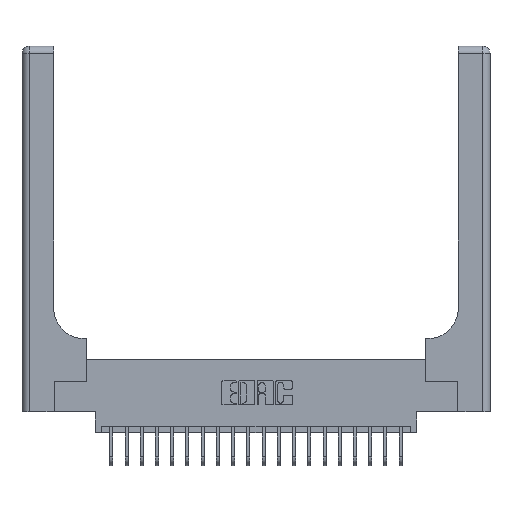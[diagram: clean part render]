
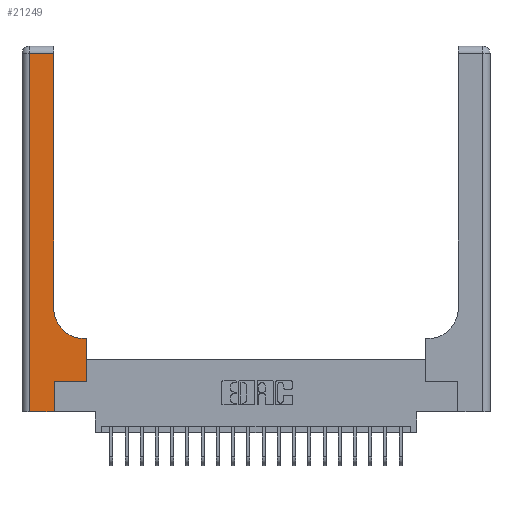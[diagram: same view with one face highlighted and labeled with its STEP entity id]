
A CAD part, top view. The second image highlights one B-rep face of the part: STEP entity #21249.
In plain terms, the highlighted planar face has unit normal (0, 0, 1).
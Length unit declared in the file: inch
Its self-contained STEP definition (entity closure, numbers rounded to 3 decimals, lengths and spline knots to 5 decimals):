
#347 = CARTESIAN_POINT ( 'NONE',  ( 0.528, 0.25, 0.37 ) ) ;
#464 = CARTESIAN_POINT ( 'NONE',  ( 0.265, 0., 0.37 ) ) ;
#626 = EDGE_CURVE ( 'NONE', #4541, #8311, #10920, .T. ) ;
#1032 = VECTOR ( 'NONE', #6244, 39.37008 ) ;
#1369 = DIRECTION ( 'NONE',  ( 0., 1., 0. ) ) ;
#1842 = CARTESIAN_POINT ( 'NONE',  ( 0.265, 0., 0.37 ) ) ;
#2265 = DIRECTION ( 'NONE',  ( -1., 0., 0. ) ) ;
#2416 = ORIENTED_EDGE ( 'NONE', *, *, #626, .T. ) ;
#3037 = VERTEX_POINT ( 'NONE', #22508 ) ;
#3041 = CARTESIAN_POINT ( 'NONE',  ( 0.26, 0.6, 0.37 ) ) ;
#3453 = CARTESIAN_POINT ( 'NONE',  ( 0.528, 0.6, 0.37 ) ) ;
#3495 = LINE ( 'NONE', #1842, #20517 ) ;
#3625 = DIRECTION ( 'NONE',  ( 1., 0., 0. ) ) ;
#3911 = EDGE_CURVE ( 'NONE', #21274, #10027, #3495, .T. ) ;
#4464 = ORIENTED_EDGE ( 'NONE', *, *, #14750, .T. ) ;
#4541 = VERTEX_POINT ( 'NONE', #3453 ) ;
#4892 = CARTESIAN_POINT ( 'NONE',  ( 0.528, 0.25, 0.37 ) ) ;
#5280 = DIRECTION ( 'NONE',  ( 0., 1., 0. ) ) ;
#5322 = CARTESIAN_POINT ( 'NONE',  ( 0.26, 2.94, 0.37 ) ) ;
#5408 = DIRECTION ( 'NONE',  ( 0., 0., -1. ) ) ;
#5778 = ORIENTED_EDGE ( 'NONE', *, *, #14678, .T. ) ;
#6244 = DIRECTION ( 'NONE',  ( -1., 0., 0. ) ) ;
#6478 = EDGE_CURVE ( 'NONE', #17696, #19122, #13335, .T. ) ;
#6637 = ORIENTED_EDGE ( 'NONE', *, *, #13370, .T. ) ;
#6926 = CARTESIAN_POINT ( 'NONE',  ( 0.265, 0.25, 0.37 ) ) ;
#8193 = CARTESIAN_POINT ( 'NONE',  ( 0.06, 0., 0.37 ) ) ;
#8311 = VERTEX_POINT ( 'NONE', #20592 ) ;
#8694 = DIRECTION ( 'NONE',  ( 0., -1., 0. ) ) ;
#8823 = PLANE ( 'NONE',  #22343 ) ;
#9593 = EDGE_CURVE ( 'NONE', #20410, #21274, #11780, .T. ) ;
#9856 = EDGE_CURVE ( 'NONE', #8311, #3037, #16004, .T. ) ;
#10027 = VERTEX_POINT ( 'NONE', #16720 ) ;
#10479 = VECTOR ( 'NONE', #3625, 39.37008 ) ;
#10916 = CARTESIAN_POINT ( 'NONE',  ( 0.06, 2.94, 0.37 ) ) ;
#10920 = LINE ( 'NONE', #3041, #12036 ) ;
#10931 = LINE ( 'NONE', #14318, #14833 ) ;
#11053 = VECTOR ( 'NONE', #1369, 39.37008 ) ;
#11115 = LINE ( 'NONE', #15719, #12793 ) ;
#11520 = VECTOR ( 'NONE', #20710, 39.37008 ) ;
#11780 = LINE ( 'NONE', #15246, #11520 ) ;
#12036 = VECTOR ( 'NONE', #19283, 39.37008 ) ;
#12771 = ORIENTED_EDGE ( 'NONE', *, *, #9856, .T. ) ;
#12793 = VECTOR ( 'NONE', #8694, 39.37008 ) ;
#13335 = LINE ( 'NONE', #16938, #1032 ) ;
#13370 = EDGE_CURVE ( 'NONE', #19122, #20410, #11115, .T. ) ;
#14318 = CARTESIAN_POINT ( 'NONE',  ( 0.26, 3., 0.37 ) ) ;
#14350 = ORIENTED_EDGE ( 'NONE', *, *, #21864, .T. ) ;
#14400 = DIRECTION ( 'NONE',  ( 0., 1., 0. ) ) ;
#14678 = EDGE_CURVE ( 'NONE', #15376, #4541, #21662, .T. ) ;
#14750 = EDGE_CURVE ( 'NONE', #10027, #15376, #22487, .T. ) ;
#14833 = VECTOR ( 'NONE', #14400, 39.37008 ) ;
#15095 = FACE_OUTER_BOUND ( 'NONE', #18130, .T. ) ;
#15246 = CARTESIAN_POINT ( 'NONE',  ( 0., 0., 0.37 ) ) ;
#15376 = VERTEX_POINT ( 'NONE', #347 ) ;
#15719 = CARTESIAN_POINT ( 'NONE',  ( 0.06, 3., 0.37 ) ) ;
#16004 = CIRCLE ( 'NONE', #22315, 0.25 ) ;
#16110 = CARTESIAN_POINT ( 'NONE',  ( 0.51, 0.85, 0.37 ) ) ;
#16720 = CARTESIAN_POINT ( 'NONE',  ( 0.265, 0.25, 0.37 ) ) ;
#16872 = ORIENTED_EDGE ( 'NONE', *, *, #6478, .T. ) ;
#16938 = CARTESIAN_POINT ( 'NONE',  ( 0., 2.94, 0.37 ) ) ;
#17696 = VERTEX_POINT ( 'NONE', #5322 ) ;
#18130 = EDGE_LOOP ( 'NONE', ( #14350, #16872, #6637, #20976, #20897, #4464, #5778, #2416, #12771 ) ) ;
#18186 = DIRECTION ( 'NONE',  ( 0., 0., -1. ) ) ;
#19122 = VERTEX_POINT ( 'NONE', #10916 ) ;
#19283 = DIRECTION ( 'NONE',  ( -1., 0., 0. ) ) ;
#19699 = DIRECTION ( 'NONE',  ( 1., 0., 0. ) ) ;
#20054 = CARTESIAN_POINT ( 'NONE',  ( 0., 3., 0.37 ) ) ;
#20410 = VERTEX_POINT ( 'NONE', #8193 ) ;
#20517 = VECTOR ( 'NONE', #5280, 39.37008 ) ;
#20592 = CARTESIAN_POINT ( 'NONE',  ( 0.51, 0.6, 0.37 ) ) ;
#20710 = DIRECTION ( 'NONE',  ( 1., 0., 0. ) ) ;
#20897 = ORIENTED_EDGE ( 'NONE', *, *, #3911, .T. ) ;
#20976 = ORIENTED_EDGE ( 'NONE', *, *, #9593, .T. ) ;
#21249 = ADVANCED_FACE ( 'NONE', ( #15095 ), #8823, .F. ) ;
#21274 = VERTEX_POINT ( 'NONE', #464 ) ;
#21662 = LINE ( 'NONE', #4892, #11053 ) ;
#21864 = EDGE_CURVE ( 'NONE', #3037, #17696, #10931, .T. ) ;
#22315 = AXIS2_PLACEMENT_3D ( 'NONE', #16110, #5408, #19699 ) ;
#22343 = AXIS2_PLACEMENT_3D ( 'NONE', #20054, #18186, #2265 ) ;
#22487 = LINE ( 'NONE', #6926, #10479 ) ;
#22508 = CARTESIAN_POINT ( 'NONE',  ( 0.26, 0.85, 0.37 ) ) ;
